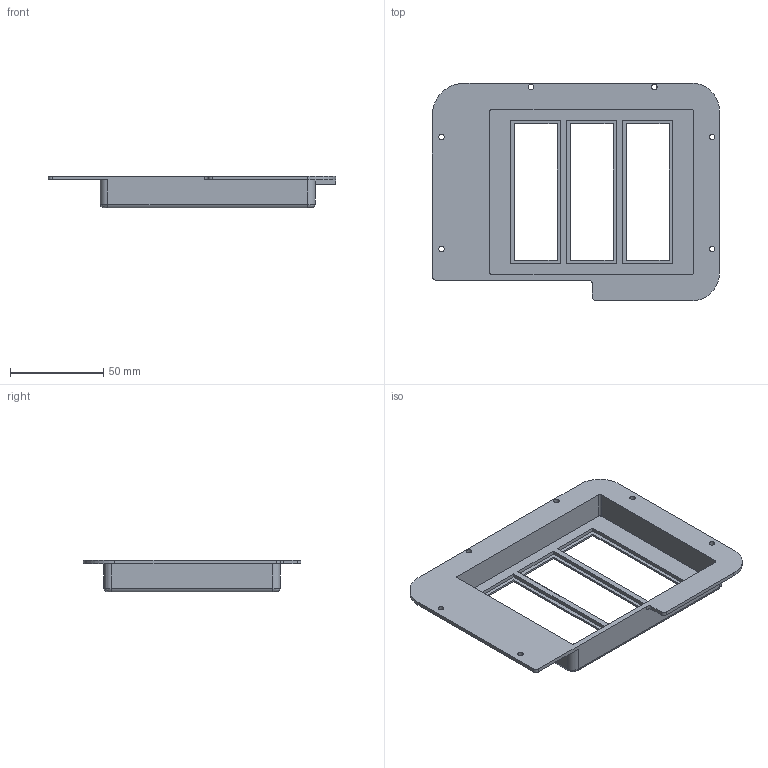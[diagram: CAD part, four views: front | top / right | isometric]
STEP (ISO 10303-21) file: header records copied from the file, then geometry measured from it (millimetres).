
FILE_DESCRIPTION(/* description */ (''),/* implementation_level */ '2;1');
FILE_NAME(/* name */ '30_XYTable_Aliexpress_sampleinsert.ipt.step',/* time_stamp */ '2022-11-29T08:25:23+01:00',/* author */ ('diederichbenedict'),/* organization */ (''),/* preprocessor_version */ 'ST-DEVELOPER v18.1',/* originating_system */ 'Autodesk Inventor 2022',/* authorisation */ '');
FILE_SCHEMA (('AUTOMOTIVE_DESIGN { 1 0 10303 214 3 1 1 }'));
Length unit declared in the file: millimetre
Products named in the file (1): 30_XYTable_Aliexpress_sampleinsert
Bounding box: 153.85 x 116.5 x 17 mm (x, y, z)
Volume: 45805.8 mm3; surface area: 37890.8 mm2
Topology: 1 solids, 1 shells, 76 faces, 198 edges, 128 vertices
Faces by surface type: plane 48, cylinder 24, bspline 4
Full cylindrical faces by diameter (mm): 3 x6
Entity records: 2411 total; most frequent: CARTESIAN_POINT 435, ORIENTED_EDGE 396, DIRECTION 396, EDGE_CURVE 198, LINE 146, VECTOR 146, VERTEX_POINT 128, AXIS2_PLACEMENT_3D 125
